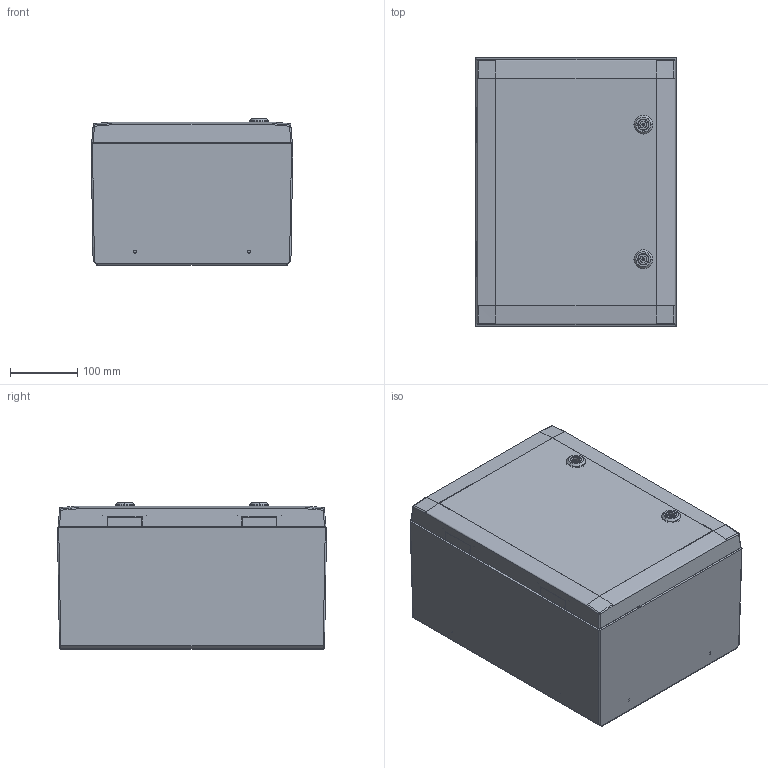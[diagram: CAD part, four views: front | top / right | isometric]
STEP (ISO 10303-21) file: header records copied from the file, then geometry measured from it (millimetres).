
FILE_DESCRIPTION (( 'STEP AP203' ), '1' );
FILE_NAME ('ARCA 403021 with MPS.STEP', '2022-05-25T09:26:42', ( '' ), ( '' ), 'SwSTEP 2.0', 'SolidWorks 2021', '' );
FILE_SCHEMA (( 'CONFIG_CONTROL_DESIGN' ));
Length unit declared in the file: millimetre
Products named in the file (13): 1000-02; Cabinet hinge small; 1000-102A-D_ASM; 1000-102A-1X_AF0; NewCab Lock Cam; 1000-102A-2X; 1000-u187-n2_asm; Lock Cam as OPEN position; ARCA IEC DB small; Cabinet 403018 Base; ARCA 403021 with MPS; MPS 4030; Cabinet 403003 Cover
Assembly tree (15 placements, depth 4):
  ARCA 403021 with MPS
    Cabinet 403018 Base
    Cabinet hinge small  x2
    ARCA IEC DB small  x2
      1000-102A-D_ASM
        1000-102A-1X_AF0
        1000-102A-2X
      1000-02
      1000-u187-n2_asm
      NewCab Lock Cam
    Lock Cam as OPEN position  x2
    MPS 4030
    Cabinet 403003 Cover
Bounding box: 300 x 400 x 217.2 mm (x, y, z)
Volume: 2747389 mm3; surface area: 1568908.3 mm2
Topology: 19 solids, 19 shells, 2553 faces, 6472 edges, 4130 vertices
Faces by surface type: plane 1519, cylinder 552, cone 310, bspline 144, torus 20, sphere 8
Entity records: 65101 total; most frequent: CARTESIAN_POINT 16037, ORIENTED_EDGE 10154, DIRECTION 9394, EDGE_CURVE 5077, LINE 3410, VECTOR 3410, VERTEX_POINT 3287, AXIS2_PLACEMENT_3D 2992
